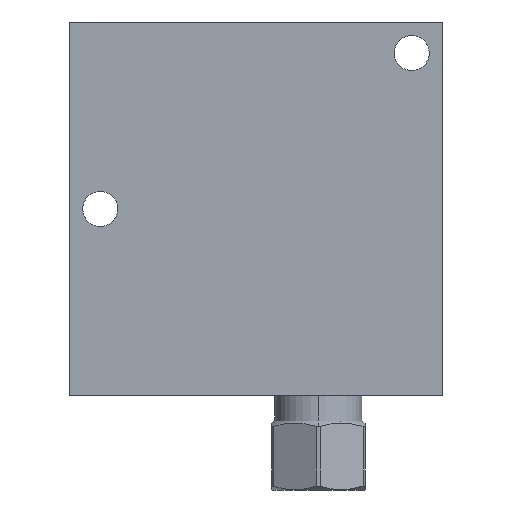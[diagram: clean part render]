
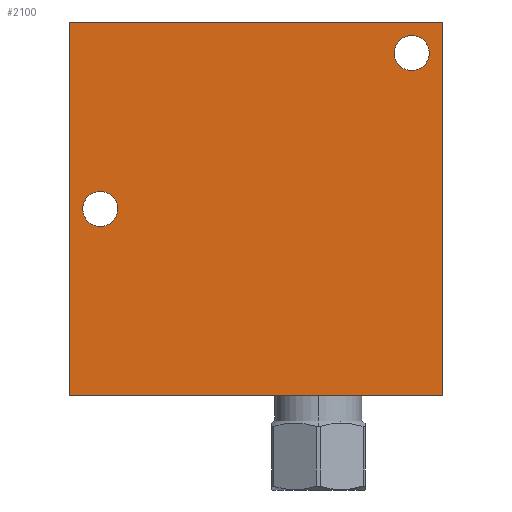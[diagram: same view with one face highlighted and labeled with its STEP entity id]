
A CAD part, front view. The second image highlights one B-rep face of the part: STEP entity #2100.
In plain terms, the highlighted planar face has unit normal (0, -1, 0).
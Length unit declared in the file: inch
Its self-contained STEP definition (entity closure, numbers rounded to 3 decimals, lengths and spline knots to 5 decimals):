
#5=DIRECTION('',(1.,0.,0.));
#6=VECTOR('',#5,3.);
#7=CARTESIAN_POINT('',(0.,-1.,0.));
#8=LINE('',#7,#6);
#75=DIRECTION('',(0.,0.,1.));
#76=VECTOR('',#75,3.);
#77=CARTESIAN_POINT('',(3.,-1.,0.));
#78=LINE('',#77,#76);
#99=DIRECTION('',(0.,0.,1.));
#100=VECTOR('',#99,3.);
#101=CARTESIAN_POINT('',(0.,-1.,0.));
#102=LINE('',#101,#100);
#103=CARTESIAN_POINT('',(0.25,-1.,1.5));
#104=DIRECTION('',(0.,1.,0.));
#105=DIRECTION('',(0.,0.,-1.));
#106=AXIS2_PLACEMENT_3D('',#103,#104,#105);
#108=CARTESIAN_POINT('',(0.25,-1.,1.5));
#109=DIRECTION('',(0.,1.,0.));
#110=DIRECTION('',(0.,0.,1.));
#111=AXIS2_PLACEMENT_3D('',#108,#109,#110);
#113=CARTESIAN_POINT('',(2.75,-1.,2.75));
#114=DIRECTION('',(0.,1.,0.));
#115=DIRECTION('',(0.,0.,-1.));
#116=AXIS2_PLACEMENT_3D('',#113,#114,#115);
#118=CARTESIAN_POINT('',(2.75,-1.,2.75));
#119=DIRECTION('',(0.,1.,0.));
#120=DIRECTION('',(0.,0.,1.));
#121=AXIS2_PLACEMENT_3D('',#118,#119,#120);
#135=DIRECTION('',(1.,0.,0.));
#136=VECTOR('',#135,3.);
#137=CARTESIAN_POINT('',(0.,-1.,3.));
#138=LINE('',#137,#136);
#1718=CARTESIAN_POINT('',(0.,-1.,0.));
#1720=VERTEX_POINT('',#1718);
#1721=CARTESIAN_POINT('',(3.,-1.,0.));
#1722=VERTEX_POINT('',#1721);
#1726=CARTESIAN_POINT('',(0.,-1.,3.));
#1728=VERTEX_POINT('',#1726);
#1729=CARTESIAN_POINT('',(3.,-1.,3.));
#1730=VERTEX_POINT('',#1729);
#1853=CARTESIAN_POINT('',(0.25,-1.,1.3595));
#1854=CARTESIAN_POINT('',(0.25,-1.,1.6405));
#1855=VERTEX_POINT('',#1853);
#1856=VERTEX_POINT('',#1854);
#1861=CARTESIAN_POINT('',(2.75,-1.,2.6095));
#1862=CARTESIAN_POINT('',(2.75,-1.,2.8905));
#1863=VERTEX_POINT('',#1861);
#1864=VERTEX_POINT('',#1862);
#2076=CARTESIAN_POINT('',(0.,-1.,0.));
#2077=DIRECTION('',(0.,-1.,0.));
#2078=DIRECTION('',(1.,0.,0.));
#2079=AXIS2_PLACEMENT_3D('',#2076,#2077,#2078);
#2080=PLANE('',#2079);
#2081=ORIENTED_EDGE('',*,*,#1982,.F.);
#2082=ORIENTED_EDGE('',*,*,#2007,.T.);
#2084=ORIENTED_EDGE('',*,*,#2083,.T.);
#2085=ORIENTED_EDGE('',*,*,#2056,.F.);
#2086=EDGE_LOOP('',(#2081,#2082,#2084,#2085));
#2087=FACE_OUTER_BOUND('',#2086,.F.);
#2089=ORIENTED_EDGE('',*,*,#2088,.F.);
#2091=ORIENTED_EDGE('',*,*,#2090,.F.);
#2092=EDGE_LOOP('',(#2089,#2091));
#2093=FACE_BOUND('',#2092,.F.);
#2095=ORIENTED_EDGE('',*,*,#2094,.F.);
#2097=ORIENTED_EDGE('',*,*,#2096,.F.);
#2098=EDGE_LOOP('',(#2095,#2097));
#2099=FACE_BOUND('',#2098,.F.);
#2100=ADVANCED_FACE('',(#2087,#2093,#2099),#2080,.T.);
#107=CIRCLE('',#106,0.1405);
#112=CIRCLE('',#111,0.1405);
#117=CIRCLE('',#116,0.1405);
#122=CIRCLE('',#121,0.1405);
#1982=EDGE_CURVE('',#1720,#1722,#8,.T.);
#2007=EDGE_CURVE('',#1720,#1728,#102,.T.);
#2056=EDGE_CURVE('',#1722,#1730,#78,.T.);
#2083=EDGE_CURVE('',#1728,#1730,#138,.T.);
#2088=EDGE_CURVE('',#1855,#1856,#107,.T.);
#2090=EDGE_CURVE('',#1856,#1855,#112,.T.);
#2094=EDGE_CURVE('',#1863,#1864,#117,.T.);
#2096=EDGE_CURVE('',#1864,#1863,#122,.T.);
